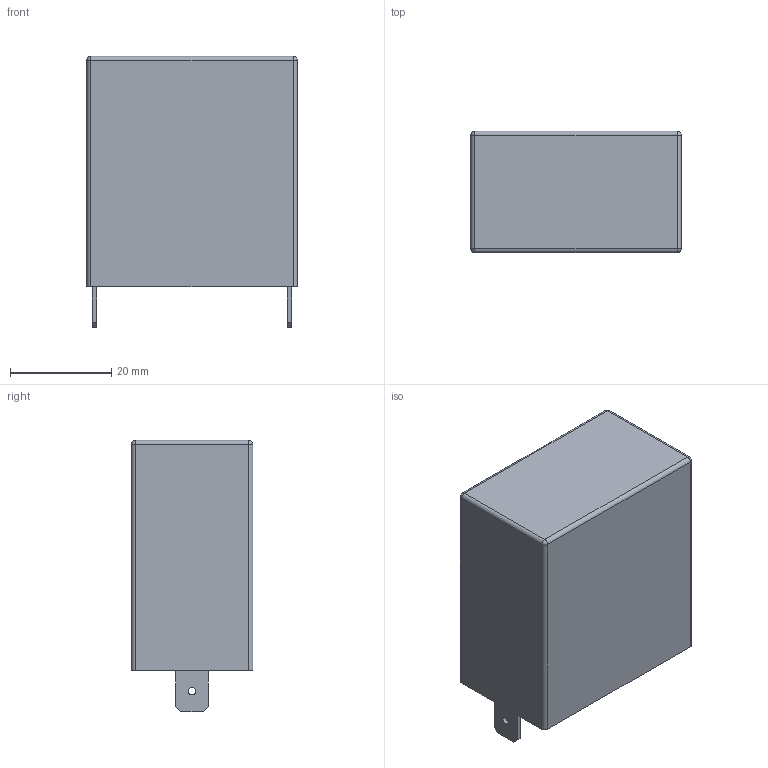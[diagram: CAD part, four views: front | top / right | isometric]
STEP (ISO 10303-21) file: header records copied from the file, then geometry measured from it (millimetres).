
FILE_DESCRIPTION(/* description */ (''),/* implementation_level */ '2;1');
FILE_NAME(/* name */ 'CAPR_WIMA_SNMPT041007HFS.stp',/* time_stamp */ '2016-04-28T13:32:21+02:00',/* author */ ('riccim'),/* organization */ (''),/* preprocessor_version */ 'ST-DEVELOPER v15.5',/* originating_system */ 'AutoCAD Mechanical',/* authorisation */ '');
FILE_SCHEMA (('AUTOMOTIVE_DESIGN { 1 0 10303 214 3 1 1 }'));
Length unit declared in the file: millimetre
Products named in the file (1): Product
Bounding box: 41.5 x 24 x 53.6 mm (x, y, z)
Volume: 45355.2 mm3; surface area: 8096 mm2
Topology: 3 solids, 3 shells, 36 faces, 82 edges, 48 vertices
Faces by surface type: plane 22, cylinder 10, sphere 4
Full cylindrical faces by diameter (mm): 1.5 x2
Entity records: 1001 total; most frequent: DIRECTION 170, CARTESIAN_POINT 161, ORIENTED_EDGE 152, EDGE_CURVE 76, AXIS2_PLACEMENT_3D 57, LINE 56, VECTOR 56, VERTEX_POINT 48
